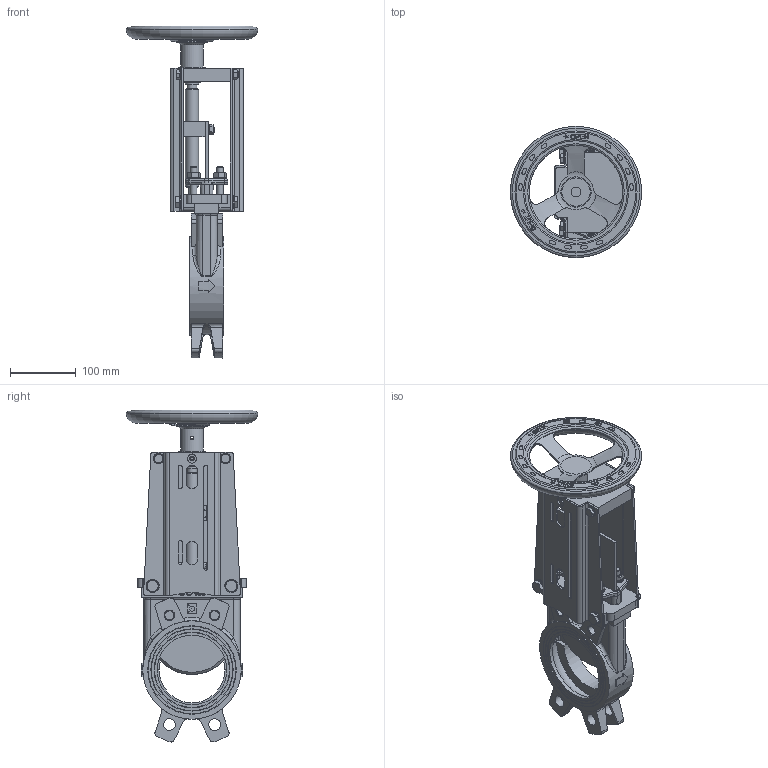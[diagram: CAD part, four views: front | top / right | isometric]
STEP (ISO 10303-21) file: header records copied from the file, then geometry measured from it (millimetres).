
FILE_DESCRIPTION(/* description */ ('Stoffschieber, DN100, GG-25, weichdichtend, Handrad'),/* implementation_level */ '2;1');
FILE_NAME(/* name */ 'WGM25N-DN100_105844.step',/* time_stamp */ '2025-06-27T14:31:45+02:00',/* author */ (''),/* organization */ (''),/* preprocessor_version */ 'ST-DEVELOPER v20.1',/* originating_system */ 'Autodesk Translation Framework v14.10.0.0',/* authorisation */ '');
FILE_SCHEMA (('AUTOMOTIVE_DESIGN { 1 0 10303 214 3 1 1 }'));
Length unit declared in the file: millimetre
Products named in the file (22): WGE-GG-SOF-100/MW-K; WGS-BO-GG-SOF-100-K; SCH0162-04-01-B; WGS-ST-MW-100; WGS-SN-100; WGS-KN-xxx-100; WGS-GL-GG-100; WGS-PL-MW-CS-100; SCH0250-02-01-B; WGS-BR-CS-B-100; WGS-BR-CS-F-100; BRA-400x155x15; WGS-MW-200; DIN 931-1 - M8 x 50; DIN 128 - A8; DIN 835 - M10 x 40; DIN 934 - M10; DIN 931-1 - M10 x 15; DIN 125-1 - B 10.5; DIN 125-1 - B 8.4; DIN 934 - M8; DIN 931-1 - M8 x 90
Assembly tree (46 placements, depth 2):
  WGE-GG-SOF-100/MW-K
    WGS-BO-GG-SOF-100-K
    SCH0162-04-01-B
    WGS-ST-MW-100
    WGS-SN-100
    WGS-KN-xxx-100
    DIN 931-1 - M8 x 50  x2
    DIN 934 - M8  x4
    DIN 128 - A8  x2
    WGS-GL-GG-100
    WGS-PL-MW-CS-100
    SCH0250-02-01-B
    DIN 835 - M10 x 40  x4
    DIN 125-1 - B 10.5  x8
    DIN 934 - M10  x4
    WGS-BR-CS-B-100
    WGS-BR-CS-F-100
    DIN 931-1 - M10 x 15  x4
    DIN 125-1 - B 8.4  x4
    DIN 931-1 - M8 x 90  x2
    BRA-400x155x15
    WGS-MW-200
Bounding box: 200 x 200 x 505.71 mm (x, y, z)
Volume: 1850276.8 mm3; surface area: 560897.2 mm2
Topology: 46 solids, 46 shells, 1593 faces, 3916 edges, 2518 vertices
Faces by surface type: plane 752, cylinder 401, bspline 186, cone 154, torus 96, sphere 4
Full cylindrical faces by diameter (mm): 4.917 x1, 6.25 x2, 6.647 x4, 8 x4, 8.25 x2, 8.376 x12, 8.4 x4, 8.5 x8, 10 x8, 10.5 x12, 11.6 x6, 13.835 x4, 14 x1, 15 x4, 15.5 x1, 15.6 x4, 16 x6, 16.2 x2, 18 x4, 20 x10, 25 x2, 35 x1, 40 x1, 100 x1, 106 x1, 114 x2, 115.6 x2, 123.6 x2, 125.2 x2, 133.2 x2
Entity records: 45494 total; most frequent: CARTESIAN_POINT 12955, ORIENTED_EDGE 6808, DIRECTION 6214, EDGE_CURVE 3404, VERTEX_POINT 2204, AXIS2_PLACEMENT_3D 2164, LINE 1886, VECTOR 1886
